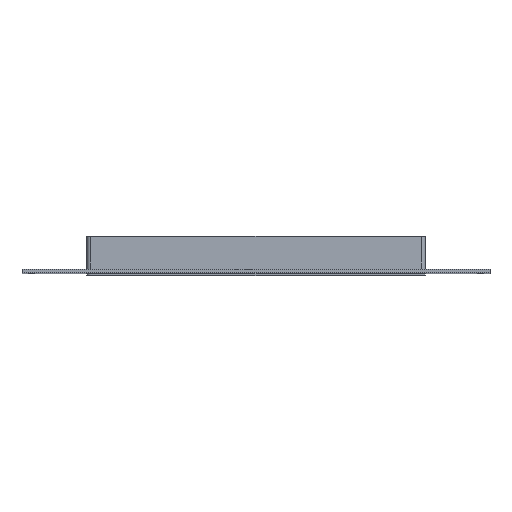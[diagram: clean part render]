
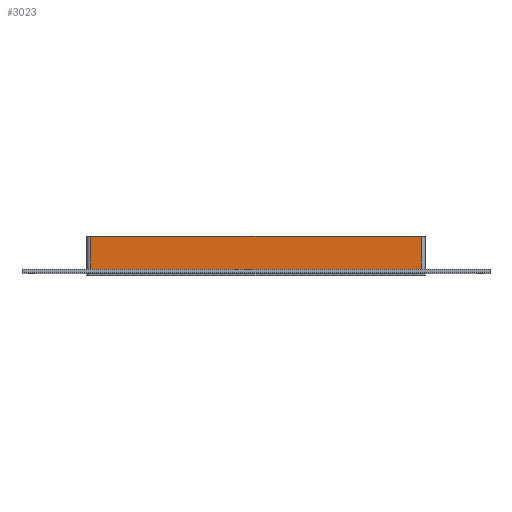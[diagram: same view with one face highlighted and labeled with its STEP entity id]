
A CAD part, top view. The second image highlights one B-rep face of the part: STEP entity #3023.
In plain terms, the highlighted planar face has unit normal (0, 0, 1).
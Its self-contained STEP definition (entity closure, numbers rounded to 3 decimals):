
#1243=CARTESIAN_POINT('',(-256.0,57.0,345.));
#1244=VERTEX_POINT('',#1243);
#1252=CARTESIAN_POINT('',(256.0,57.0,345.));
#1253=VERTEX_POINT('',#1252);
#1254=CARTESIAN_POINT('',(-256.0,57.0,345.));
#1255=DIRECTION('',(1.0,0.0,0.0));
#1256=VECTOR('',#1255,512.0);
#1257=LINE('',#1254,#1256);
#1258=EDGE_CURVE('',#1244,#1253,#1257,.T.);
#2473=CARTESIAN_POINT('',(256.0,6.,345.));
#2474=VERTEX_POINT('',#2473);
#2482=CARTESIAN_POINT('',(-256.0,6.,345.));
#2483=VERTEX_POINT('',#2482);
#2484=CARTESIAN_POINT('',(-256.0,6.,345.));
#2485=DIRECTION('',(1.0,0.0,0.0));
#2486=VECTOR('',#2485,512.0);
#2487=LINE('',#2484,#2486);
#2488=EDGE_CURVE('',#2483,#2474,#2487,.T.);
#2787=CARTESIAN_POINT('',(256.0,57.0,345.));
#2788=DIRECTION('',(0.0,-1.0,0.0));
#2789=VECTOR('',#2788,51.0);
#2790=LINE('',#2787,#2789);
#2791=EDGE_CURVE('',#1253,#2474,#2790,.T.);
#3001=CARTESIAN_POINT('',(-256.0,6.,345.));
#3002=DIRECTION('',(0.0,1.0,0.0));
#3003=VECTOR('',#3002,51.0);
#3004=LINE('',#3001,#3003);
#3005=EDGE_CURVE('',#2483,#1244,#3004,.T.);
#3012=CARTESIAN_POINT('',(-262.0,0.0,345.));
#3013=DIRECTION('',(0.0,0.0,1.0));
#3014=DIRECTION('',(1.0,0.0,0.0));
#3015=AXIS2_PLACEMENT_3D('',#3012,#3013,#3014);
#3016=PLANE('',#3015);
#3017=ORIENTED_EDGE('',*,*,#2488,.T.);
#3018=ORIENTED_EDGE('',*,*,#2791,.F.);
#3019=ORIENTED_EDGE('',*,*,#1258,.F.);
#3020=ORIENTED_EDGE('',*,*,#3005,.F.);
#3021=EDGE_LOOP('',(#3017,#3018,#3019,#3020));
#3022=FACE_OUTER_BOUND('',#3021,.T.);
#3023=ADVANCED_FACE('',(#3022),#3016,.T.);
